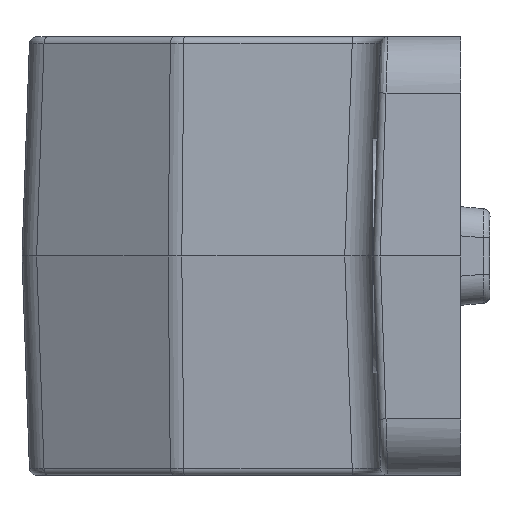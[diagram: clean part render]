
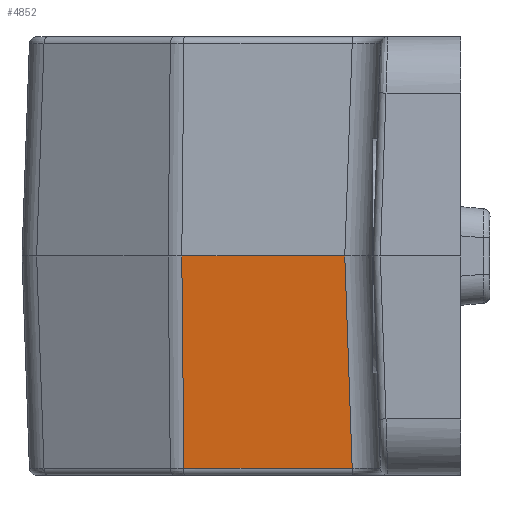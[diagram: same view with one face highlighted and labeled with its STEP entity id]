
A CAD part, left-side view. The second image highlights one B-rep face of the part: STEP entity #4852.
In plain terms, the highlighted planar face has unit normal (-0.999, 0.035, -0.035).
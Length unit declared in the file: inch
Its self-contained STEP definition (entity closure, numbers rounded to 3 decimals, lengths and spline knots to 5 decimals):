
#14 = VERTEX_POINT ( 'NONE', #1417 ) ;
#55 = FACE_OUTER_BOUND ( 'NONE', #3183, .T. ) ;
#143 = EDGE_CURVE ( 'NONE', #4404, #14, #976, .T. ) ;
#157 = CARTESIAN_POINT ( 'NONE',  ( -0.2666, 0.04083, 0. ) ) ;
#425 = CARTESIAN_POINT ( 'NONE',  ( -0.26683, 0.03432, 0. ) ) ;
#717 = EDGE_CURVE ( 'NONE', #4720, #4916, #2986, .T. ) ;
#810 = VECTOR ( 'NONE', #6231, 39.37008 ) ;
#877 = CARTESIAN_POINT ( 'NONE',  ( -0.27426, -0.17856, 0. ) ) ;
#922 = DIRECTION ( 'NONE',  ( -0.999, 0.035, -0.035 ) ) ;
#976 = LINE ( 'NONE', #157, #2363 ) ;
#1002 = DIRECTION ( 'NONE',  ( 0.035, 0.999, 0. ) ) ;
#1409 = DIRECTION ( 'NONE',  ( 0.035, 0.999, 0. ) ) ;
#1417 = CARTESIAN_POINT ( 'NONE',  ( -0.25672, 0.03799, -0.28578 ) ) ;
#1462 = PLANE ( 'NONE',  #2994 ) ;
#1803 = CARTESIAN_POINT ( 'NONE',  ( -0.2666, 0.04083, 0. ) ) ;
#1998 = VECTOR ( 'NONE', #1002, 39.37008 ) ;
#2206 = CARTESIAN_POINT ( 'NONE',  ( -0.26463, -0.18854, -0.28578 ) ) ;
#2363 = VECTOR ( 'NONE', #5609, 39.37008 ) ;
#2438 = DIRECTION ( 'NONE',  ( -0.035, 0., 0.999 ) ) ;
#2682 = CARTESIAN_POINT ( 'NONE',  ( -0.26463, -0.18854, -0.28578 ) ) ;
#2697 = ORIENTED_EDGE ( 'NONE', *, *, #717, .T. ) ;
#2957 = EDGE_CURVE ( 'NONE', #4916, #4404, #6332, .T. ) ;
#2986 = LINE ( 'NONE', #2682, #810 ) ;
#2994 = AXIS2_PLACEMENT_3D ( 'NONE', #425, #922, #2438 ) ;
#3084 = ORIENTED_EDGE ( 'NONE', *, *, #2957, .T. ) ;
#3183 = EDGE_LOOP ( 'NONE', ( #2697, #3084, #4398, #5943 ) ) ;
#3689 = LINE ( 'NONE', #6457, #1998 ) ;
#4398 = ORIENTED_EDGE ( 'NONE', *, *, #143, .T. ) ;
#4404 = VERTEX_POINT ( 'NONE', #1803 ) ;
#4720 = VERTEX_POINT ( 'NONE', #2206 ) ;
#4852 = ADVANCED_FACE ( 'NONE', ( #55 ), #1462, .T. ) ;
#4912 = CARTESIAN_POINT ( 'NONE',  ( -0.27426, -0.17856, 0. ) ) ;
#4916 = VERTEX_POINT ( 'NONE', #4912 ) ;
#5210 = EDGE_CURVE ( 'NONE', #4720, #14, #3689, .T. ) ;
#5609 = DIRECTION ( 'NONE',  ( 0.035, -0.01, -0.999 ) ) ;
#5943 = ORIENTED_EDGE ( 'NONE', *, *, #5210, .F. ) ;
#6183 = VECTOR ( 'NONE', #1409, 39.37008 ) ;
#6231 = DIRECTION ( 'NONE',  ( -0.034, 0.035, 0.999 ) ) ;
#6332 = LINE ( 'NONE', #877, #6183 ) ;
#6457 = CARTESIAN_POINT ( 'NONE',  ( -0.26013, -0.05975, -0.28578 ) ) ;
